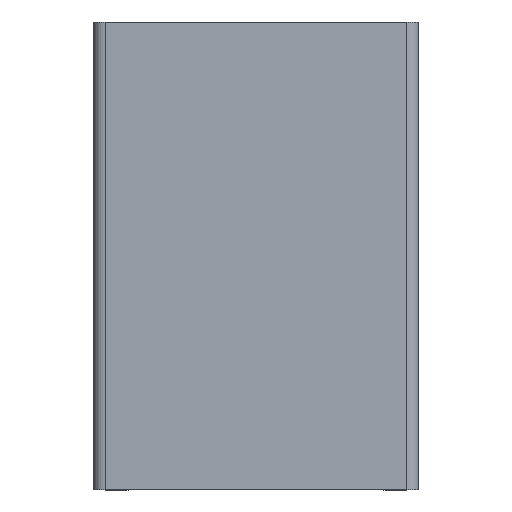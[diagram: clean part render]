
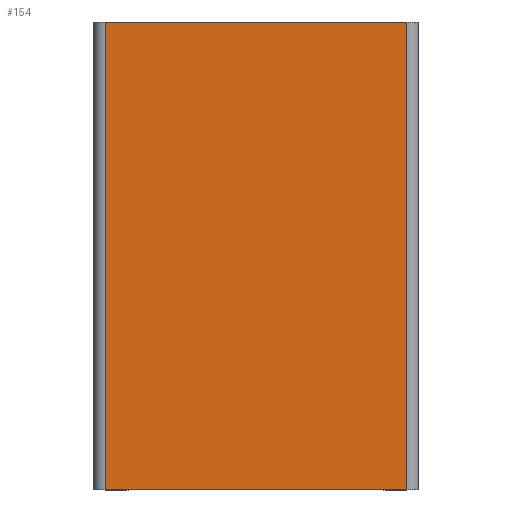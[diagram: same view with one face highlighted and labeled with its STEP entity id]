
A CAD part, top view. The second image highlights one B-rep face of the part: STEP entity #154.
In plain terms, the highlighted planar face has unit normal (0, 0, 1).
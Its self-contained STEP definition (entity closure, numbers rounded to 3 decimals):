
#24 = VERTEX_POINT('',#25);
#25 = CARTESIAN_POINT('',(-85.5,265.,1.5));
#31 = EDGE_CURVE('',#24,#32,#34,.T.);
#32 = VERTEX_POINT('',#33);
#33 = CARTESIAN_POINT('',(85.5,265.,1.5));
#34 = LINE('',#35,#36);
#35 = CARTESIAN_POINT('',(-85.5,265.,1.5));
#36 = VECTOR('',#37,1.);
#37 = DIRECTION('',(1.,0.,0.));
#154 = ADVANCED_FACE('',(#155),#180,.T.);
#155 = FACE_BOUND('',#156,.F.);
#156 = EDGE_LOOP('',(#157,#158,#166,#174));
#157 = ORIENTED_EDGE('',*,*,#31,.T.);
#158 = ORIENTED_EDGE('',*,*,#159,.T.);
#159 = EDGE_CURVE('',#32,#160,#162,.T.);
#160 = VERTEX_POINT('',#161);
#161 = CARTESIAN_POINT('',(85.5,0.,1.5));
#162 = LINE('',#163,#164);
#163 = CARTESIAN_POINT('',(85.5,265.,1.5));
#164 = VECTOR('',#165,1.);
#165 = DIRECTION('',(0.,-1.,0.));
#166 = ORIENTED_EDGE('',*,*,#167,.T.);
#167 = EDGE_CURVE('',#160,#168,#170,.T.);
#168 = VERTEX_POINT('',#169);
#169 = CARTESIAN_POINT('',(-85.5,0.,1.5));
#170 = LINE('',#171,#172);
#171 = CARTESIAN_POINT('',(85.5,0.,1.5));
#172 = VECTOR('',#173,1.);
#173 = DIRECTION('',(-1.,0.,0.));
#174 = ORIENTED_EDGE('',*,*,#175,.T.);
#175 = EDGE_CURVE('',#168,#24,#176,.T.);
#176 = LINE('',#177,#178);
#177 = CARTESIAN_POINT('',(-85.5,0.,1.5));
#178 = VECTOR('',#179,1.);
#179 = DIRECTION('',(0.,1.,0.));
#180 = PLANE('',#181);
#181 = AXIS2_PLACEMENT_3D('',#182,#183,#184);
#182 = CARTESIAN_POINT('',(0.,132.5,1.5));
#183 = DIRECTION('',(0.,0.,1.));
#184 = DIRECTION('',(1.,0.,0.));
